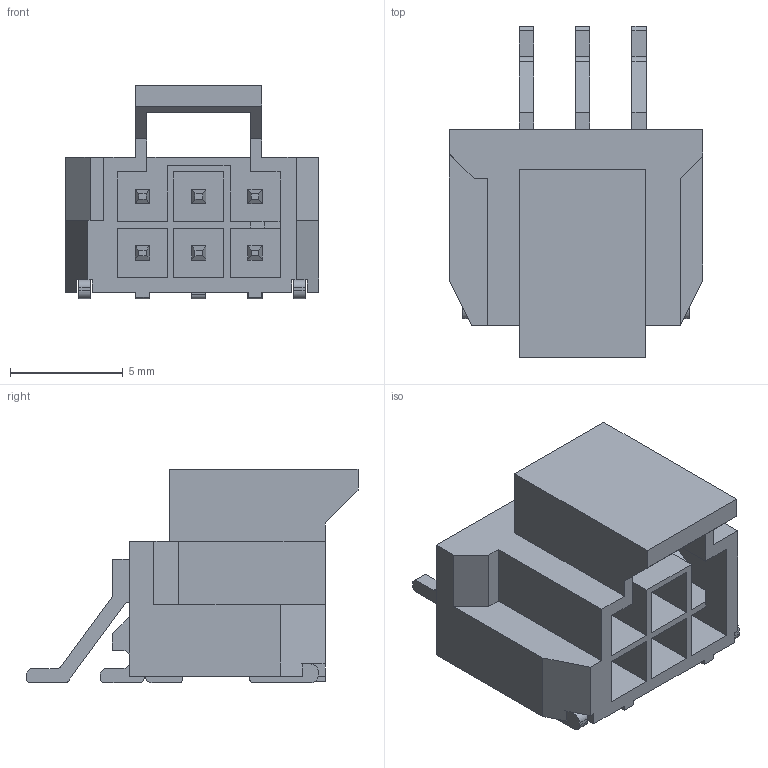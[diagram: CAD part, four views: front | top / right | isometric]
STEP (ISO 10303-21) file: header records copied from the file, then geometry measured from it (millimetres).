
FILE_DESCRIPTION (( 'STEP AP214' ), '1' );
FILE_NAME ('CONN-SMD_1054051106.STEP', '2024-03-10T02:30:21', ( '' ), ( '' ), 'SwSTEP 2.0', 'SolidWorks 2020', '' );
FILE_SCHEMA (( 'AUTOMOTIVE_DESIGN' ));
Length unit declared in the file: millimetre
Products named in the file (1): CONN-SMD_1054051106
Bounding box: 11.24 x 14.74 x 9.49 mm (x, y, z)
Volume: 413.7 mm3; surface area: 1089.4 mm2
Topology: 1 solids, 1 shells, 478 faces, 1303 edges, 859 vertices
Faces by surface type: plane 345, bspline 98, cylinder 35
Entity records: 20713 total; most frequent: CARTESIAN_POINT 3947, ORIENTED_EDGE 2606, DIRECTION 1935, EDGE_CURVE 1303, LINE 1033, VECTOR 1033, VERTEX_POINT 859, EDGE_LOOP 512
